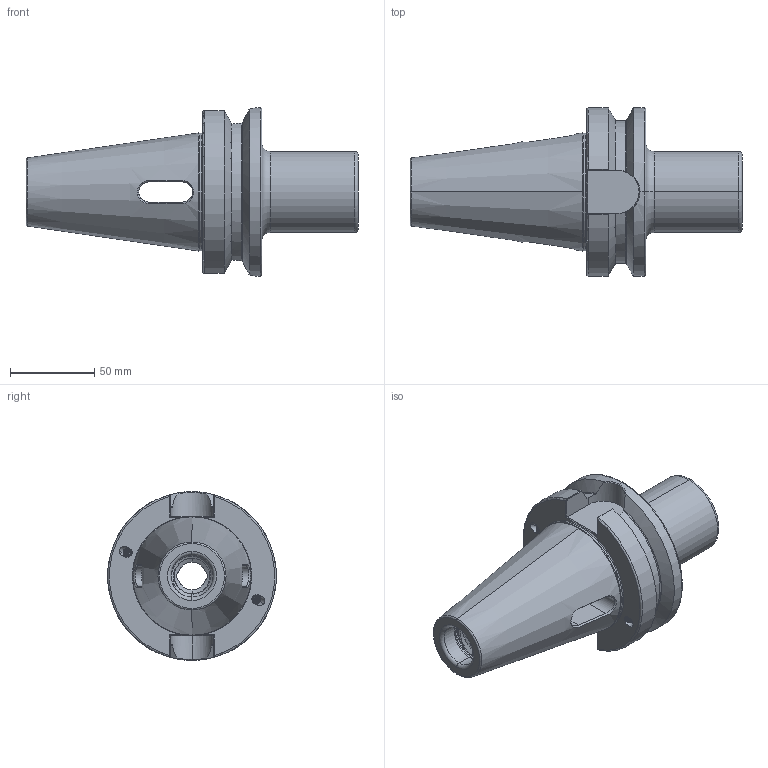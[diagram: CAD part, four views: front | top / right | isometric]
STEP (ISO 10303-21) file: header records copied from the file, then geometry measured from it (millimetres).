
FILE_DESCRIPTION (( 'STEP AP203' ), '1' );
FILE_NAME ('506.07.04.STEP', '2016-08-01T05:15:20', ( '' ), ( '' ), 'SwSTEP 2.0', 'SolidWorks 2012', '' );
FILE_SCHEMA (( 'CONFIG_CONTROL_DESIGN' ));
Length unit declared in the file: millimetre
Products named in the file (1): 506.07.04
Bounding box: 196.8 x 100 x 100 mm (x, y, z)
Volume: 476500.6 mm3; surface area: 72959.3 mm2
Topology: 1 solids, 1 shells, 194 faces, 517 edges, 325 vertices
Faces by surface type: cylinder 81, plane 39, torus 29, cone 23, bspline 22
Entity records: 13927 total; most frequent: CARTESIAN_POINT 9519, ORIENTED_EDGE 1034, DIRECTION 776, EDGE_CURVE 517, VERTEX_POINT 325, AXIS2_PLACEMENT_3D 307, EDGE_LOOP 204, ADVANCED_FACE 194
